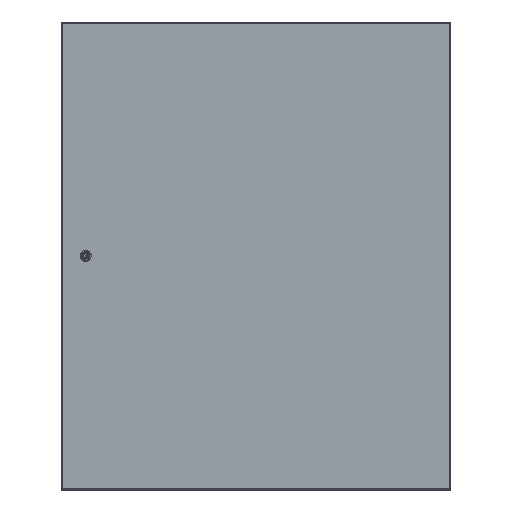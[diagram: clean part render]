
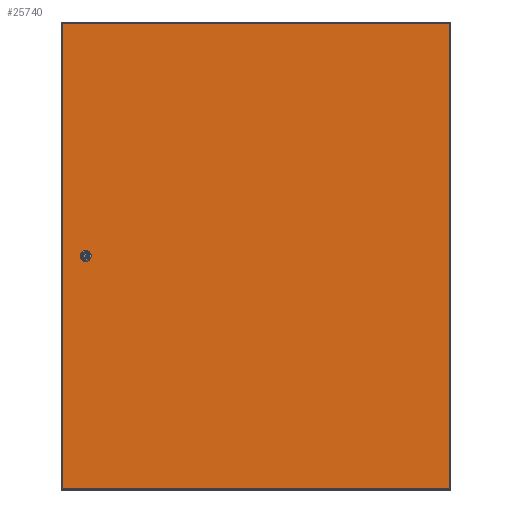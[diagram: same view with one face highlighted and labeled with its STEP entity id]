
A CAD part, top view. The second image highlights one B-rep face of the part: STEP entity #25740.
In plain terms, the highlighted planar face has unit normal (0, 0, 1).
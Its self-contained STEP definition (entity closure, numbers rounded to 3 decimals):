
#414 = LINE ( 'NONE', #50188, #44151 ) ;
#544 = ORIENTED_EDGE ( 'NONE', *, *, #17020, .T. ) ;
#1280 = ORIENTED_EDGE ( 'NONE', *, *, #16744, .T. ) ;
#2278 = ORIENTED_EDGE ( 'NONE', *, *, #53953, .F. ) ;
#2382 = VECTOR ( 'NONE', #46956, 1000. ) ;
#2999 = VERTEX_POINT ( 'NONE', #30097 ) ;
#4804 = VERTEX_POINT ( 'NONE', #24553 ) ;
#4871 = VECTOR ( 'NONE', #34985, 1000. ) ;
#6093 = ORIENTED_EDGE ( 'NONE', *, *, #7692, .F. ) ;
#7692 = EDGE_CURVE ( 'NONE', #2999, #38288, #12720, .T. ) ;
#7891 = CARTESIAN_POINT ( 'NONE',  ( 52.95, 594.944, 17.5 ) ) ;
#7934 = CARTESIAN_POINT ( 'NONE',  ( 997., 1197., 17.5 ) ) ;
#8078 = LINE ( 'NONE', #27428, #10779 ) ;
#8623 = CARTESIAN_POINT ( 'NONE',  ( 68.056, 610.05, 17.5 ) ) ;
#8836 = LINE ( 'NONE', #17487, #35950 ) ;
#9103 = AXIS2_PLACEMENT_3D ( 'NONE', #53241, #21634, #44929 ) ;
#10779 = VECTOR ( 'NONE', #18193, 1000. ) ;
#12541 = AXIS2_PLACEMENT_3D ( 'NONE', #44182, #39997, #29820 ) ;
#12553 = FACE_OUTER_BOUND ( 'NONE', #42500, .T. ) ;
#12649 = DIRECTION ( 'NONE',  ( 0., 0., 1. ) ) ;
#12720 = LINE ( 'NONE', #25540, #36104 ) ;
#13646 = EDGE_CURVE ( 'NONE', #17586, #4804, #45169, .T. ) ;
#13714 = VECTOR ( 'NONE', #22741, 1000. ) ;
#15065 = CARTESIAN_POINT ( 'NONE',  ( 3., 1197., 17.5 ) ) ;
#15359 = VERTEX_POINT ( 'NONE', #34425 ) ;
#15510 = EDGE_CURVE ( 'NONE', #38288, #15359, #49338, .T. ) ;
#15604 = DIRECTION ( 'NONE',  ( 0., -1., 0. ) ) ;
#15860 = EDGE_CURVE ( 'NONE', #50012, #35425, #8078, .T. ) ;
#16643 = VERTEX_POINT ( 'NONE', #7934 ) ;
#16744 = EDGE_CURVE ( 'NONE', #35425, #16643, #33225, .T. ) ;
#17020 = EDGE_CURVE ( 'NONE', #16643, #17728, #31677, .T. ) ;
#17487 = CARTESIAN_POINT ( 'NONE',  ( 73.05, 594.944, 17.5 ) ) ;
#17586 = VERTEX_POINT ( 'NONE', #18057 ) ;
#17728 = VERTEX_POINT ( 'NONE', #15065 ) ;
#17899 = CIRCLE ( 'NONE', #56982, 11.25 ) ;
#18024 = CARTESIAN_POINT ( 'NONE',  ( 57.944, 610.05, 17.5 ) ) ;
#18057 = CARTESIAN_POINT ( 'NONE',  ( 52.95, 605.056, 17.5 ) ) ;
#18193 = DIRECTION ( 'NONE',  ( 1., 0., 0. ) ) ;
#18966 = ORIENTED_EDGE ( 'NONE', *, *, #35232, .F. ) ;
#21399 = CARTESIAN_POINT ( 'NONE',  ( 68.056, 589.95, 17.5 ) ) ;
#21634 = DIRECTION ( 'NONE',  ( 0., 0., 1. ) ) ;
#22429 = CIRCLE ( 'NONE', #9103, 11.25 ) ;
#22741 = DIRECTION ( 'NONE',  ( -1., 0., 0. ) ) ;
#23462 = DIRECTION ( 'NONE',  ( 1., 0., 0. ) ) ;
#24220 = ORIENTED_EDGE ( 'NONE', *, *, #41121, .F. ) ;
#24499 = EDGE_CURVE ( 'NONE', #17728, #50012, #43363, .T. ) ;
#24553 = CARTESIAN_POINT ( 'NONE',  ( 52.95, 594.944, 17.5 ) ) ;
#25540 = CARTESIAN_POINT ( 'NONE',  ( 68.056, 589.95, 17.5 ) ) ;
#25740 = ADVANCED_FACE ( 'NONE', ( #57877, #12553 ), #30412, .T. ) ;
#25790 = ORIENTED_EDGE ( 'NONE', *, *, #15860, .T. ) ;
#26359 = CARTESIAN_POINT ( 'NONE',  ( 63., 600., 17.5 ) ) ;
#27428 = CARTESIAN_POINT ( 'NONE',  ( 3., 3., 17.5 ) ) ;
#27922 = DIRECTION ( 'NONE',  ( 0., 0., 1. ) ) ;
#28215 = CARTESIAN_POINT ( 'NONE',  ( 63., 600., 17.5 ) ) ;
#28757 = CARTESIAN_POINT ( 'NONE',  ( 997., 1197., 17.5 ) ) ;
#29820 = DIRECTION ( 'NONE',  ( 1., 0., 0. ) ) ;
#30097 = CARTESIAN_POINT ( 'NONE',  ( 57.944, 589.95, 17.5 ) ) ;
#30302 = EDGE_CURVE ( 'NONE', #4804, #2999, #22429, .T. ) ;
#30412 = PLANE ( 'NONE',  #12541 ) ;
#31055 = ORIENTED_EDGE ( 'NONE', *, *, #15510, .F. ) ;
#31677 = LINE ( 'NONE', #50466, #13714 ) ;
#32066 = EDGE_LOOP ( 'NONE', ( #18966, #35330, #31055, #6093, #34845, #34572, #2278, #24220 ) ) ;
#32861 = ORIENTED_EDGE ( 'NONE', *, *, #24499, .T. ) ;
#32879 = DIRECTION ( 'NONE',  ( -1., 0., 0. ) ) ;
#33225 = LINE ( 'NONE', #28757, #2382 ) ;
#34425 = CARTESIAN_POINT ( 'NONE',  ( 73.05, 594.944, 17.5 ) ) ;
#34572 = ORIENTED_EDGE ( 'NONE', *, *, #13646, .F. ) ;
#34845 = ORIENTED_EDGE ( 'NONE', *, *, #30302, .F. ) ;
#34985 = DIRECTION ( 'NONE',  ( 0., -1., 0. ) ) ;
#35232 = EDGE_CURVE ( 'NONE', #45699, #47199, #17899, .T. ) ;
#35330 = ORIENTED_EDGE ( 'NONE', *, *, #51341, .F. ) ;
#35425 = VERTEX_POINT ( 'NONE', #47478 ) ;
#35950 = VECTOR ( 'NONE', #44367, 1000. ) ;
#36104 = VECTOR ( 'NONE', #39270, 1000. ) ;
#37244 = VERTEX_POINT ( 'NONE', #18024 ) ;
#38288 = VERTEX_POINT ( 'NONE', #21399 ) ;
#39270 = DIRECTION ( 'NONE',  ( 1., 0., 0. ) ) ;
#39547 = DIRECTION ( 'NONE',  ( 1., 0., 0. ) ) ;
#39997 = DIRECTION ( 'NONE',  ( 0., 0., 1. ) ) ;
#41121 = EDGE_CURVE ( 'NONE', #47199, #37244, #414, .T. ) ;
#42500 = EDGE_LOOP ( 'NONE', ( #32861, #25790, #1280, #544 ) ) ;
#42532 = CIRCLE ( 'NONE', #51047, 11.25 ) ;
#43363 = LINE ( 'NONE', #51681, #56367 ) ;
#44151 = VECTOR ( 'NONE', #32879, 1000. ) ;
#44182 = CARTESIAN_POINT ( 'NONE',  ( 0., 0., 17.5 ) ) ;
#44367 = DIRECTION ( 'NONE',  ( 0., 1., 0. ) ) ;
#44916 = CARTESIAN_POINT ( 'NONE',  ( 63., 600., 17.5 ) ) ;
#44929 = DIRECTION ( 'NONE',  ( 1., 0., 0. ) ) ;
#45169 = LINE ( 'NONE', #7891, #4871 ) ;
#45699 = VERTEX_POINT ( 'NONE', #47848 ) ;
#46956 = DIRECTION ( 'NONE',  ( 0., 1., 0. ) ) ;
#47199 = VERTEX_POINT ( 'NONE', #8623 ) ;
#47478 = CARTESIAN_POINT ( 'NONE',  ( 997., 3., 17.5 ) ) ;
#47848 = CARTESIAN_POINT ( 'NONE',  ( 73.05, 605.056, 17.5 ) ) ;
#48412 = DIRECTION ( 'NONE',  ( 1., 0., 0. ) ) ;
#49338 = CIRCLE ( 'NONE', #53103, 11.25 ) ;
#50012 = VERTEX_POINT ( 'NONE', #57471 ) ;
#50188 = CARTESIAN_POINT ( 'NONE',  ( 68.056, 610.05, 17.5 ) ) ;
#50466 = CARTESIAN_POINT ( 'NONE',  ( 3., 1197., 17.5 ) ) ;
#51047 = AXIS2_PLACEMENT_3D ( 'NONE', #28215, #27922, #23462 ) ;
#51341 = EDGE_CURVE ( 'NONE', #15359, #45699, #8836, .T. ) ;
#51681 = CARTESIAN_POINT ( 'NONE',  ( 3., 1197., 17.5 ) ) ;
#53103 = AXIS2_PLACEMENT_3D ( 'NONE', #44916, #53831, #39547 ) ;
#53241 = CARTESIAN_POINT ( 'NONE',  ( 63., 600., 17.5 ) ) ;
#53831 = DIRECTION ( 'NONE',  ( 0., 0., 1. ) ) ;
#53953 = EDGE_CURVE ( 'NONE', #37244, #17586, #42532, .T. ) ;
#56367 = VECTOR ( 'NONE', #15604, 1000. ) ;
#56982 = AXIS2_PLACEMENT_3D ( 'NONE', #26359, #12649, #48412 ) ;
#57471 = CARTESIAN_POINT ( 'NONE',  ( 3., 3., 17.5 ) ) ;
#57877 = FACE_BOUND ( 'NONE', #32066, .T. ) ;
